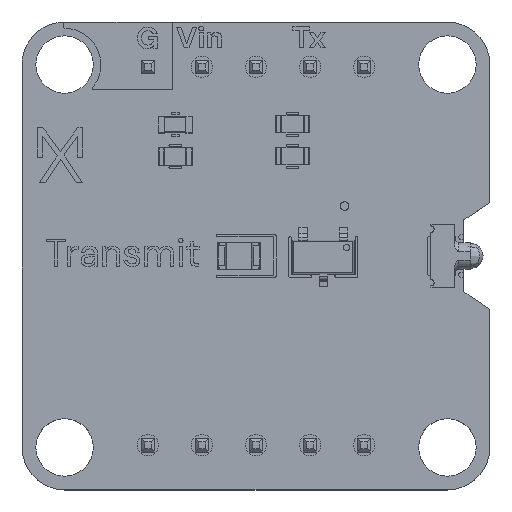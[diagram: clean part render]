
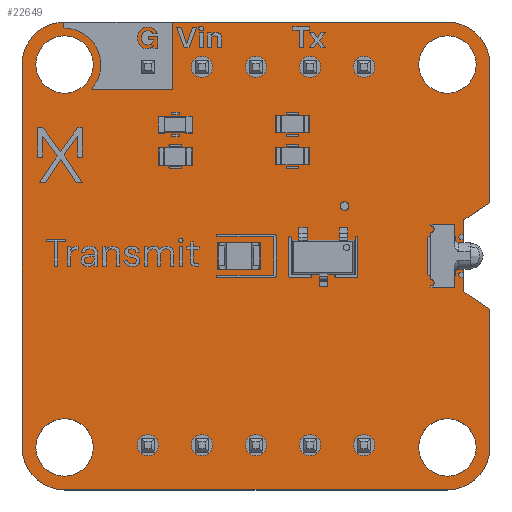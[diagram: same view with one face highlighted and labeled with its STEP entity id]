
A CAD part, top view. The second image highlights one B-rep face of the part: STEP entity #22649.
In plain terms, the highlighted planar face has unit normal (0, 0, 1).
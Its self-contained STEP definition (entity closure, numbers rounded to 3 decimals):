
#22314 = VERTEX_POINT('',#22315);
#22315 = CARTESIAN_POINT('',(8.998,11.,1.51));
#22321 = EDGE_CURVE('',#22314,#22322,#22324,.T.);
#22322 = VERTEX_POINT('',#22323);
#22323 = CARTESIAN_POINT('',(10.998,9.,1.51));
#22324 = CIRCLE('',#22325,2.);
#22325 = AXIS2_PLACEMENT_3D('',#22326,#22327,#22328);
#22326 = CARTESIAN_POINT('',(8.998,9.,1.51));
#22327 = DIRECTION('',(0.,0.,-1.));
#22328 = DIRECTION('',(0.,1.,0.));
#22356 = VERTEX_POINT('',#22357);
#22357 = CARTESIAN_POINT('',(-8.993,11.,1.51));
#22363 = EDGE_CURVE('',#22356,#22314,#22364,.T.);
#22364 = LINE('',#22365,#22366);
#22365 = CARTESIAN_POINT('',(-8.993,11.,1.51));
#22366 = VECTOR('',#22367,1.);
#22367 = DIRECTION('',(1.,0.,0.));
#22385 = EDGE_CURVE('',#22322,#22386,#22388,.T.);
#22386 = VERTEX_POINT('',#22387);
#22387 = CARTESIAN_POINT('',(10.993,2.5,1.51));
#22388 = LINE('',#22389,#22390);
#22389 = CARTESIAN_POINT('',(10.998,9.,1.51));
#22390 = VECTOR('',#22391,1.);
#22391 = DIRECTION('',(-0.001,-1.,0.));
#22649 = ADVANCED_FACE('',(#22650,#22728,#22739,#22750,#22761,#22772,
    #22783,#22794,#22805,#22816,#22827,#22838,#22849,#22860,#22871),
  #22882,.T.);
#22650 = FACE_BOUND('',#22651,.T.);
#22651 = EDGE_LOOP('',(#22652,#22653,#22654,#22663,#22671,#22680,#22688,
    #22697,#22705,#22713,#22721,#22727));
#22652 = ORIENTED_EDGE('',*,*,#22321,.F.);
#22653 = ORIENTED_EDGE('',*,*,#22363,.F.);
#22654 = ORIENTED_EDGE('',*,*,#22655,.F.);
#22655 = EDGE_CURVE('',#22656,#22356,#22658,.T.);
#22656 = VERTEX_POINT('',#22657);
#22657 = CARTESIAN_POINT('',(-11.002,9.,1.51));
#22658 = CIRCLE('',#22659,2.);
#22659 = AXIS2_PLACEMENT_3D('',#22660,#22661,#22662);
#22660 = CARTESIAN_POINT('',(-9.002,9.,1.51));
#22661 = DIRECTION('',(0.,0.,-1.));
#22662 = DIRECTION('',(-1.,0.,0.));
#22663 = ORIENTED_EDGE('',*,*,#22664,.F.);
#22664 = EDGE_CURVE('',#22665,#22656,#22667,.T.);
#22665 = VERTEX_POINT('',#22666);
#22666 = CARTESIAN_POINT('',(-11.002,-9.,1.51));
#22667 = LINE('',#22668,#22669);
#22668 = CARTESIAN_POINT('',(-11.002,-9.,1.51));
#22669 = VECTOR('',#22670,1.);
#22670 = DIRECTION('',(0.,1.,0.));
#22671 = ORIENTED_EDGE('',*,*,#22672,.F.);
#22672 = EDGE_CURVE('',#22673,#22665,#22675,.T.);
#22673 = VERTEX_POINT('',#22674);
#22674 = CARTESIAN_POINT('',(-9.002,-11.,1.51));
#22675 = CIRCLE('',#22676,2.);
#22676 = AXIS2_PLACEMENT_3D('',#22677,#22678,#22679);
#22677 = CARTESIAN_POINT('',(-9.002,-9.,1.51));
#22678 = DIRECTION('',(0.,0.,-1.));
#22679 = DIRECTION('',(0.,-1.,0.));
#22680 = ORIENTED_EDGE('',*,*,#22681,.F.);
#22681 = EDGE_CURVE('',#22682,#22673,#22684,.T.);
#22682 = VERTEX_POINT('',#22683);
#22683 = CARTESIAN_POINT('',(8.998,-11.,1.51));
#22684 = LINE('',#22685,#22686);
#22685 = CARTESIAN_POINT('',(8.998,-11.,1.51));
#22686 = VECTOR('',#22687,1.);
#22687 = DIRECTION('',(-1.,0.,0.));
#22688 = ORIENTED_EDGE('',*,*,#22689,.F.);
#22689 = EDGE_CURVE('',#22690,#22682,#22692,.T.);
#22690 = VERTEX_POINT('',#22691);
#22691 = CARTESIAN_POINT('',(10.998,-9.,1.51));
#22692 = CIRCLE('',#22693,2.);
#22693 = AXIS2_PLACEMENT_3D('',#22694,#22695,#22696);
#22694 = CARTESIAN_POINT('',(8.998,-9.,1.51));
#22695 = DIRECTION('',(0.,0.,-1.));
#22696 = DIRECTION('',(1.,0.,0.));
#22697 = ORIENTED_EDGE('',*,*,#22698,.F.);
#22698 = EDGE_CURVE('',#22699,#22690,#22701,.T.);
#22699 = VERTEX_POINT('',#22700);
#22700 = CARTESIAN_POINT('',(10.991,-2.5,1.51));
#22701 = LINE('',#22702,#22703);
#22702 = CARTESIAN_POINT('',(10.991,-2.5,1.51));
#22703 = VECTOR('',#22704,1.);
#22704 = DIRECTION('',(0.001,-1.,0.));
#22705 = ORIENTED_EDGE('',*,*,#22706,.F.);
#22706 = EDGE_CURVE('',#22707,#22699,#22709,.T.);
#22707 = VERTEX_POINT('',#22708);
#22708 = CARTESIAN_POINT('',(9.771,-1.69,1.51));
#22709 = LINE('',#22710,#22711);
#22710 = CARTESIAN_POINT('',(9.771,-1.69,1.51));
#22711 = VECTOR('',#22712,1.);
#22712 = DIRECTION('',(0.833,-0.553,0.));
#22713 = ORIENTED_EDGE('',*,*,#22714,.F.);
#22714 = EDGE_CURVE('',#22715,#22707,#22717,.T.);
#22715 = VERTEX_POINT('',#22716);
#22716 = CARTESIAN_POINT('',(9.771,1.699,1.51));
#22717 = LINE('',#22718,#22719);
#22718 = CARTESIAN_POINT('',(9.771,1.699,1.51));
#22719 = VECTOR('',#22720,1.);
#22720 = DIRECTION('',(0.,-1.,0.));
#22721 = ORIENTED_EDGE('',*,*,#22722,.F.);
#22722 = EDGE_CURVE('',#22386,#22715,#22723,.T.);
#22723 = LINE('',#22724,#22725);
#22724 = CARTESIAN_POINT('',(10.993,2.5,1.51));
#22725 = VECTOR('',#22726,1.);
#22726 = DIRECTION('',(-0.836,-0.548,0.));
#22727 = ORIENTED_EDGE('',*,*,#22385,.F.);
#22728 = FACE_BOUND('',#22729,.T.);
#22729 = EDGE_LOOP('',(#22730));
#22730 = ORIENTED_EDGE('',*,*,#22731,.T.);
#22731 = EDGE_CURVE('',#22732,#22732,#22734,.T.);
#22732 = VERTEX_POINT('',#22733);
#22733 = CARTESIAN_POINT('',(-9.002,-10.35,1.51));
#22734 = CIRCLE('',#22735,1.35);
#22735 = AXIS2_PLACEMENT_3D('',#22736,#22737,#22738);
#22736 = CARTESIAN_POINT('',(-9.002,-9.,1.51));
#22737 = DIRECTION('',(-0.,0.,-1.));
#22738 = DIRECTION('',(-0.,-1.,0.));
#22739 = FACE_BOUND('',#22740,.T.);
#22740 = EDGE_LOOP('',(#22741));
#22741 = ORIENTED_EDGE('',*,*,#22742,.T.);
#22742 = EDGE_CURVE('',#22743,#22743,#22745,.T.);
#22743 = VERTEX_POINT('',#22744);
#22744 = CARTESIAN_POINT('',(-5.082,-9.39,1.51));
#22745 = CIRCLE('',#22746,0.5);
#22746 = AXIS2_PLACEMENT_3D('',#22747,#22748,#22749);
#22747 = CARTESIAN_POINT('',(-5.082,-8.89,1.51));
#22748 = DIRECTION('',(-0.,0.,-1.));
#22749 = DIRECTION('',(-0.,-1.,0.));
#22750 = FACE_BOUND('',#22751,.T.);
#22751 = EDGE_LOOP('',(#22752));
#22752 = ORIENTED_EDGE('',*,*,#22753,.T.);
#22753 = EDGE_CURVE('',#22754,#22754,#22756,.T.);
#22754 = VERTEX_POINT('',#22755);
#22755 = CARTESIAN_POINT('',(-2.542,-9.39,1.51));
#22756 = CIRCLE('',#22757,0.5);
#22757 = AXIS2_PLACEMENT_3D('',#22758,#22759,#22760);
#22758 = CARTESIAN_POINT('',(-2.542,-8.89,1.51));
#22759 = DIRECTION('',(-0.,0.,-1.));
#22760 = DIRECTION('',(-0.,-1.,0.));
#22761 = FACE_BOUND('',#22762,.T.);
#22762 = EDGE_LOOP('',(#22763));
#22763 = ORIENTED_EDGE('',*,*,#22764,.T.);
#22764 = EDGE_CURVE('',#22765,#22765,#22767,.T.);
#22765 = VERTEX_POINT('',#22766);
#22766 = CARTESIAN_POINT('',(-0.002,-9.39,1.51));
#22767 = CIRCLE('',#22768,0.5);
#22768 = AXIS2_PLACEMENT_3D('',#22769,#22770,#22771);
#22769 = CARTESIAN_POINT('',(-0.002,-8.89,1.51));
#22770 = DIRECTION('',(-0.,0.,-1.));
#22771 = DIRECTION('',(0.,-1.,-0.));
#22772 = FACE_BOUND('',#22773,.T.);
#22773 = EDGE_LOOP('',(#22774));
#22774 = ORIENTED_EDGE('',*,*,#22775,.T.);
#22775 = EDGE_CURVE('',#22776,#22776,#22778,.T.);
#22776 = VERTEX_POINT('',#22777);
#22777 = CARTESIAN_POINT('',(2.538,-9.39,1.51));
#22778 = CIRCLE('',#22779,0.5);
#22779 = AXIS2_PLACEMENT_3D('',#22780,#22781,#22782);
#22780 = CARTESIAN_POINT('',(2.538,-8.89,1.51));
#22781 = DIRECTION('',(-0.,0.,-1.));
#22782 = DIRECTION('',(-0.,-1.,0.));
#22783 = FACE_BOUND('',#22784,.T.);
#22784 = EDGE_LOOP('',(#22785));
#22785 = ORIENTED_EDGE('',*,*,#22786,.T.);
#22786 = EDGE_CURVE('',#22787,#22787,#22789,.T.);
#22787 = VERTEX_POINT('',#22788);
#22788 = CARTESIAN_POINT('',(5.078,-9.39,1.51));
#22789 = CIRCLE('',#22790,0.5);
#22790 = AXIS2_PLACEMENT_3D('',#22791,#22792,#22793);
#22791 = CARTESIAN_POINT('',(5.078,-8.89,1.51));
#22792 = DIRECTION('',(-0.,0.,-1.));
#22793 = DIRECTION('',(-0.,-1.,0.));
#22794 = FACE_BOUND('',#22795,.T.);
#22795 = EDGE_LOOP('',(#22796));
#22796 = ORIENTED_EDGE('',*,*,#22797,.T.);
#22797 = EDGE_CURVE('',#22798,#22798,#22800,.T.);
#22798 = VERTEX_POINT('',#22799);
#22799 = CARTESIAN_POINT('',(8.998,-10.35,1.51));
#22800 = CIRCLE('',#22801,1.35);
#22801 = AXIS2_PLACEMENT_3D('',#22802,#22803,#22804);
#22802 = CARTESIAN_POINT('',(8.998,-9.,1.51));
#22803 = DIRECTION('',(-0.,0.,-1.));
#22804 = DIRECTION('',(-0.,-1.,0.));
#22805 = FACE_BOUND('',#22806,.T.);
#22806 = EDGE_LOOP('',(#22807));
#22807 = ORIENTED_EDGE('',*,*,#22808,.T.);
#22808 = EDGE_CURVE('',#22809,#22809,#22811,.T.);
#22809 = VERTEX_POINT('',#22810);
#22810 = CARTESIAN_POINT('',(-9.002,7.65,1.51));
#22811 = CIRCLE('',#22812,1.35);
#22812 = AXIS2_PLACEMENT_3D('',#22813,#22814,#22815);
#22813 = CARTESIAN_POINT('',(-9.002,9.,1.51));
#22814 = DIRECTION('',(-0.,0.,-1.));
#22815 = DIRECTION('',(-0.,-1.,0.));
#22816 = FACE_BOUND('',#22817,.T.);
#22817 = EDGE_LOOP('',(#22818));
#22818 = ORIENTED_EDGE('',*,*,#22819,.T.);
#22819 = EDGE_CURVE('',#22820,#22820,#22822,.T.);
#22820 = VERTEX_POINT('',#22821);
#22821 = CARTESIAN_POINT('',(-5.082,8.39,1.51));
#22822 = CIRCLE('',#22823,0.5);
#22823 = AXIS2_PLACEMENT_3D('',#22824,#22825,#22826);
#22824 = CARTESIAN_POINT('',(-5.082,8.89,1.51));
#22825 = DIRECTION('',(-0.,0.,-1.));
#22826 = DIRECTION('',(-0.,-1.,0.));
#22827 = FACE_BOUND('',#22828,.T.);
#22828 = EDGE_LOOP('',(#22829));
#22829 = ORIENTED_EDGE('',*,*,#22830,.T.);
#22830 = EDGE_CURVE('',#22831,#22831,#22833,.T.);
#22831 = VERTEX_POINT('',#22832);
#22832 = CARTESIAN_POINT('',(-2.542,8.39,1.51));
#22833 = CIRCLE('',#22834,0.5);
#22834 = AXIS2_PLACEMENT_3D('',#22835,#22836,#22837);
#22835 = CARTESIAN_POINT('',(-2.542,8.89,1.51));
#22836 = DIRECTION('',(-0.,0.,-1.));
#22837 = DIRECTION('',(-0.,-1.,0.));
#22838 = FACE_BOUND('',#22839,.T.);
#22839 = EDGE_LOOP('',(#22840));
#22840 = ORIENTED_EDGE('',*,*,#22841,.T.);
#22841 = EDGE_CURVE('',#22842,#22842,#22844,.T.);
#22842 = VERTEX_POINT('',#22843);
#22843 = CARTESIAN_POINT('',(-0.002,8.39,1.51));
#22844 = CIRCLE('',#22845,0.5);
#22845 = AXIS2_PLACEMENT_3D('',#22846,#22847,#22848);
#22846 = CARTESIAN_POINT('',(-0.002,8.89,1.51));
#22847 = DIRECTION('',(-0.,0.,-1.));
#22848 = DIRECTION('',(0.,-1.,-0.));
#22849 = FACE_BOUND('',#22850,.T.);
#22850 = EDGE_LOOP('',(#22851));
#22851 = ORIENTED_EDGE('',*,*,#22852,.T.);
#22852 = EDGE_CURVE('',#22853,#22853,#22855,.T.);
#22853 = VERTEX_POINT('',#22854);
#22854 = CARTESIAN_POINT('',(2.538,8.39,1.51));
#22855 = CIRCLE('',#22856,0.5);
#22856 = AXIS2_PLACEMENT_3D('',#22857,#22858,#22859);
#22857 = CARTESIAN_POINT('',(2.538,8.89,1.51));
#22858 = DIRECTION('',(-0.,0.,-1.));
#22859 = DIRECTION('',(-0.,-1.,0.));
#22860 = FACE_BOUND('',#22861,.T.);
#22861 = EDGE_LOOP('',(#22862));
#22862 = ORIENTED_EDGE('',*,*,#22863,.T.);
#22863 = EDGE_CURVE('',#22864,#22864,#22866,.T.);
#22864 = VERTEX_POINT('',#22865);
#22865 = CARTESIAN_POINT('',(5.078,8.39,1.51));
#22866 = CIRCLE('',#22867,0.5);
#22867 = AXIS2_PLACEMENT_3D('',#22868,#22869,#22870);
#22868 = CARTESIAN_POINT('',(5.078,8.89,1.51));
#22869 = DIRECTION('',(-0.,0.,-1.));
#22870 = DIRECTION('',(-0.,-1.,0.));
#22871 = FACE_BOUND('',#22872,.T.);
#22872 = EDGE_LOOP('',(#22873));
#22873 = ORIENTED_EDGE('',*,*,#22874,.T.);
#22874 = EDGE_CURVE('',#22875,#22875,#22877,.T.);
#22875 = VERTEX_POINT('',#22876);
#22876 = CARTESIAN_POINT('',(8.998,7.65,1.51));
#22877 = CIRCLE('',#22878,1.35);
#22878 = AXIS2_PLACEMENT_3D('',#22879,#22880,#22881);
#22879 = CARTESIAN_POINT('',(8.998,9.,1.51));
#22880 = DIRECTION('',(-0.,0.,-1.));
#22881 = DIRECTION('',(-0.,-1.,0.));
#22882 = PLANE('',#22883);
#22883 = AXIS2_PLACEMENT_3D('',#22884,#22885,#22886);
#22884 = CARTESIAN_POINT('',(0.,0.,1.51));
#22885 = DIRECTION('',(0.,0.,1.));
#22886 = DIRECTION('',(1.,0.,-0.));
